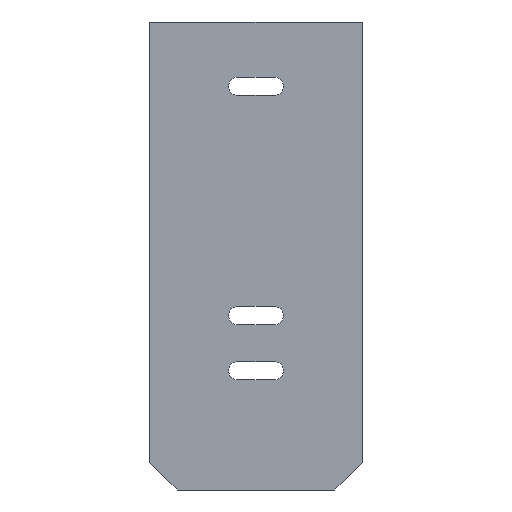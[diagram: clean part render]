
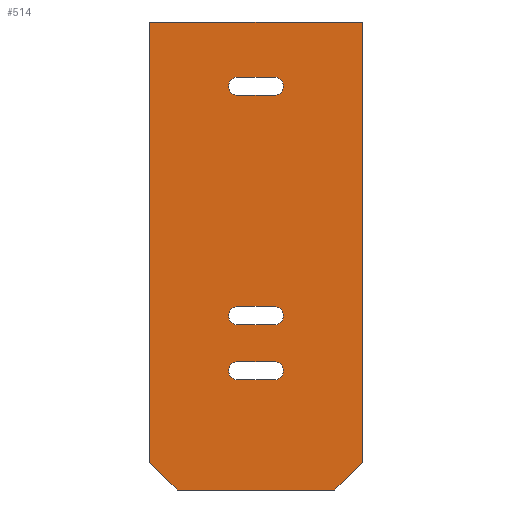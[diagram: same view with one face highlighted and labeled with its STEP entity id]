
A CAD part, front view. The second image highlights one B-rep face of the part: STEP entity #514.
In plain terms, the highlighted planar face has unit normal (0, -1, 0).
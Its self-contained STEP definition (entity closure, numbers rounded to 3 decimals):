
#402=AXIS2_PLACEMENT_3D('Plane Axis2P3D',#399,#400,#401) ;
#414=AXIS2_PLACEMENT_3D('Circle Axis2P3D',#412,#413,$) ;
#430=AXIS2_PLACEMENT_3D('Circle Axis2P3D',#428,#429,$) ;
#448=AXIS2_PLACEMENT_3D('Circle Axis2P3D',#446,#447,$) ;
#464=AXIS2_PLACEMENT_3D('Circle Axis2P3D',#462,#463,$) ;
#482=AXIS2_PLACEMENT_3D('Circle Axis2P3D',#480,#481,$) ;
#498=AXIS2_PLACEMENT_3D('Circle Axis2P3D',#496,#497,$) ;
#111=CARTESIAN_POINT('Vertex',(0.,0.,51.)) ;
#114=CARTESIAN_POINT('Line Origine',(11.6,0.,51.)) ;
#118=CARTESIAN_POINT('Vertex',(23.2,0.,51.)) ;
#145=CARTESIAN_POINT('Line Origine',(23.2,0.,27.)) ;
#149=CARTESIAN_POINT('Vertex',(23.2,0.,3.)) ;
#175=CARTESIAN_POINT('Vertex',(0.,0.,3.)) ;
#180=CARTESIAN_POINT('Line Origine',(0.,0.,27.)) ;
#208=CARTESIAN_POINT('Vertex',(3.,0.,0.)) ;
#224=CARTESIAN_POINT('Vertex',(20.2,0.,0.)) ;
#227=CARTESIAN_POINT('Line Origine',(11.6,0.,0.)) ;
#244=CARTESIAN_POINT('Line Origine',(21.7,0.,1.5)) ;
#266=CARTESIAN_POINT('Line Origine',(1.5,0.,1.5)) ;
#399=CARTESIAN_POINT('Axis2P3D Location',(0.,0.,51.)) ;
#412=CARTESIAN_POINT('Axis2P3D Location',(13.6,0.,13.)) ;
#416=CARTESIAN_POINT('Vertex',(13.6,0.,12.)) ;
#418=CARTESIAN_POINT('Vertex',(13.6,0.,14.)) ;
#421=CARTESIAN_POINT('Line Origine',(11.6,0.,12.)) ;
#425=CARTESIAN_POINT('Vertex',(9.6,0.,12.)) ;
#428=CARTESIAN_POINT('Axis2P3D Location',(9.6,0.,13.)) ;
#432=CARTESIAN_POINT('Vertex',(9.6,0.,14.)) ;
#435=CARTESIAN_POINT('Line Origine',(11.6,0.,14.)) ;
#446=CARTESIAN_POINT('Axis2P3D Location',(13.6,0.,19.)) ;
#450=CARTESIAN_POINT('Vertex',(13.6,0.,18.)) ;
#452=CARTESIAN_POINT('Vertex',(13.6,0.,20.)) ;
#455=CARTESIAN_POINT('Line Origine',(11.6,0.,18.)) ;
#459=CARTESIAN_POINT('Vertex',(9.6,0.,18.)) ;
#462=CARTESIAN_POINT('Axis2P3D Location',(9.6,0.,19.)) ;
#466=CARTESIAN_POINT('Vertex',(9.6,0.,20.)) ;
#469=CARTESIAN_POINT('Line Origine',(11.6,0.,20.)) ;
#480=CARTESIAN_POINT('Axis2P3D Location',(13.6,0.,44.)) ;
#484=CARTESIAN_POINT('Vertex',(13.6,0.,43.)) ;
#486=CARTESIAN_POINT('Vertex',(13.6,0.,45.)) ;
#489=CARTESIAN_POINT('Line Origine',(11.6,0.,43.)) ;
#493=CARTESIAN_POINT('Vertex',(9.6,0.,43.)) ;
#496=CARTESIAN_POINT('Axis2P3D Location',(9.6,0.,44.)) ;
#500=CARTESIAN_POINT('Vertex',(9.6,0.,45.)) ;
#503=CARTESIAN_POINT('Line Origine',(11.6,0.,45.)) ;
#115=DIRECTION('Vector Direction',(1.,0.,0.)) ;
#146=DIRECTION('Vector Direction',(0.,0.,-1.)) ;
#181=DIRECTION('Vector Direction',(0.,0.,-1.)) ;
#228=DIRECTION('Vector Direction',(1.,0.,0.)) ;
#245=DIRECTION('Vector Direction',(-0.707,0.,-0.707)) ;
#267=DIRECTION('Vector Direction',(0.707,0.,-0.707)) ;
#400=DIRECTION('Axis2P3D Direction',(0.,-1.,0.)) ;
#401=DIRECTION('Axis2P3D XDirection',(0.,0.,-1.)) ;
#413=DIRECTION('Axis2P3D Direction',(0.,-1.,0.)) ;
#422=DIRECTION('Vector Direction',(1.,0.,0.)) ;
#429=DIRECTION('Axis2P3D Direction',(0.,-1.,0.)) ;
#436=DIRECTION('Vector Direction',(1.,0.,0.)) ;
#447=DIRECTION('Axis2P3D Direction',(0.,-1.,0.)) ;
#456=DIRECTION('Vector Direction',(1.,0.,0.)) ;
#463=DIRECTION('Axis2P3D Direction',(0.,-1.,0.)) ;
#470=DIRECTION('Vector Direction',(1.,0.,0.)) ;
#481=DIRECTION('Axis2P3D Direction',(0.,-1.,0.)) ;
#490=DIRECTION('Vector Direction',(1.,0.,0.)) ;
#497=DIRECTION('Axis2P3D Direction',(0.,-1.,0.)) ;
#504=DIRECTION('Vector Direction',(1.,0.,0.)) ;
#116=VECTOR('Line Direction',#115,1.) ;
#147=VECTOR('Line Direction',#146,1.) ;
#182=VECTOR('Line Direction',#181,1.) ;
#229=VECTOR('Line Direction',#228,1.) ;
#246=VECTOR('Line Direction',#245,1.) ;
#268=VECTOR('Line Direction',#267,1.) ;
#423=VECTOR('Line Direction',#422,1.) ;
#437=VECTOR('Line Direction',#436,1.) ;
#457=VECTOR('Line Direction',#456,1.) ;
#471=VECTOR('Line Direction',#470,1.) ;
#491=VECTOR('Line Direction',#490,1.) ;
#505=VECTOR('Line Direction',#504,1.) ;
#405=ORIENTED_EDGE('',*,*,#231,.T.) ;
#406=ORIENTED_EDGE('',*,*,#248,.F.) ;
#407=ORIENTED_EDGE('',*,*,#151,.F.) ;
#408=ORIENTED_EDGE('',*,*,#120,.F.) ;
#409=ORIENTED_EDGE('',*,*,#184,.T.) ;
#410=ORIENTED_EDGE('',*,*,#270,.F.) ;
#441=ORIENTED_EDGE('',*,*,#420,.F.) ;
#442=ORIENTED_EDGE('',*,*,#427,.F.) ;
#443=ORIENTED_EDGE('',*,*,#434,.F.) ;
#444=ORIENTED_EDGE('',*,*,#439,.F.) ;
#475=ORIENTED_EDGE('',*,*,#454,.F.) ;
#476=ORIENTED_EDGE('',*,*,#461,.F.) ;
#477=ORIENTED_EDGE('',*,*,#468,.F.) ;
#478=ORIENTED_EDGE('',*,*,#473,.F.) ;
#509=ORIENTED_EDGE('',*,*,#488,.F.) ;
#510=ORIENTED_EDGE('',*,*,#495,.F.) ;
#511=ORIENTED_EDGE('',*,*,#502,.F.) ;
#512=ORIENTED_EDGE('',*,*,#507,.F.) ;
#445=FACE_BOUND('',#440,.T.) ;
#479=FACE_BOUND('',#474,.T.) ;
#513=FACE_BOUND('',#508,.T.) ;
#514=ADVANCED_FACE('Hauptk\X2\00F6\X0\rper',(#411,#445,#479,#513),#403,.T.) ;
#415=CIRCLE('generated circle',#414,1.) ;
#431=CIRCLE('generated circle',#430,1.) ;
#449=CIRCLE('generated circle',#448,1.) ;
#465=CIRCLE('generated circle',#464,1.) ;
#483=CIRCLE('generated circle',#482,1.) ;
#499=CIRCLE('generated circle',#498,1.) ;
#120=EDGE_CURVE('',#112,#119,#117,.T.) ;
#151=EDGE_CURVE('',#119,#150,#148,.T.) ;
#184=EDGE_CURVE('',#112,#176,#183,.T.) ;
#231=EDGE_CURVE('',#209,#225,#230,.T.) ;
#248=EDGE_CURVE('',#150,#225,#247,.T.) ;
#270=EDGE_CURVE('',#209,#176,#269,.F.) ;
#420=EDGE_CURVE('',#417,#419,#415,.T.) ;
#427=EDGE_CURVE('',#426,#417,#424,.T.) ;
#434=EDGE_CURVE('',#433,#426,#431,.T.) ;
#439=EDGE_CURVE('',#419,#433,#438,.F.) ;
#454=EDGE_CURVE('',#451,#453,#449,.T.) ;
#461=EDGE_CURVE('',#460,#451,#458,.T.) ;
#468=EDGE_CURVE('',#467,#460,#465,.T.) ;
#473=EDGE_CURVE('',#453,#467,#472,.F.) ;
#488=EDGE_CURVE('',#485,#487,#483,.T.) ;
#495=EDGE_CURVE('',#494,#485,#492,.T.) ;
#502=EDGE_CURVE('',#501,#494,#499,.T.) ;
#507=EDGE_CURVE('',#487,#501,#506,.F.) ;
#404=EDGE_LOOP('',(#405,#406,#407,#408,#409,#410)) ;
#440=EDGE_LOOP('',(#441,#442,#443,#444)) ;
#474=EDGE_LOOP('',(#475,#476,#477,#478)) ;
#508=EDGE_LOOP('',(#509,#510,#511,#512)) ;
#411=FACE_OUTER_BOUND('',#404,.T.) ;
#117=LINE('Line',#114,#116) ;
#148=LINE('Line',#145,#147) ;
#183=LINE('Line',#180,#182) ;
#230=LINE('Line',#227,#229) ;
#247=LINE('Line',#244,#246) ;
#269=LINE('Line',#266,#268) ;
#424=LINE('Line',#421,#423) ;
#438=LINE('Line',#435,#437) ;
#458=LINE('Line',#455,#457) ;
#472=LINE('Line',#469,#471) ;
#492=LINE('Line',#489,#491) ;
#506=LINE('Line',#503,#505) ;
#403=PLANE('',#402) ;
#112=VERTEX_POINT('',#111) ;
#119=VERTEX_POINT('',#118) ;
#150=VERTEX_POINT('',#149) ;
#176=VERTEX_POINT('',#175) ;
#209=VERTEX_POINT('',#208) ;
#225=VERTEX_POINT('',#224) ;
#417=VERTEX_POINT('',#416) ;
#419=VERTEX_POINT('',#418) ;
#426=VERTEX_POINT('',#425) ;
#433=VERTEX_POINT('',#432) ;
#451=VERTEX_POINT('',#450) ;
#453=VERTEX_POINT('',#452) ;
#460=VERTEX_POINT('',#459) ;
#467=VERTEX_POINT('',#466) ;
#485=VERTEX_POINT('',#484) ;
#487=VERTEX_POINT('',#486) ;
#494=VERTEX_POINT('',#493) ;
#501=VERTEX_POINT('',#500) ;
